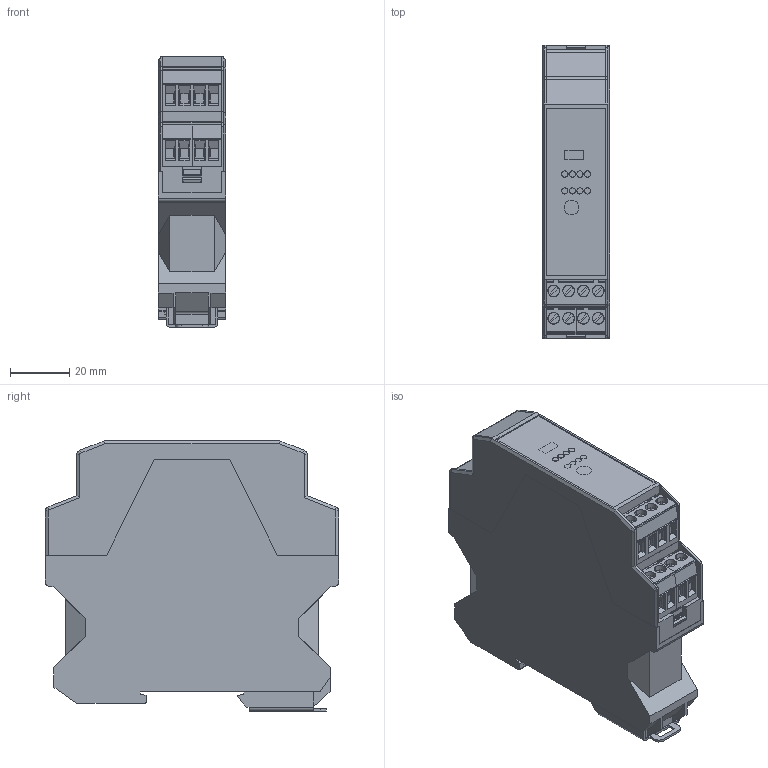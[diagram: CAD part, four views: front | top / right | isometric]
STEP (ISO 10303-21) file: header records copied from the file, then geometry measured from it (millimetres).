
FILE_DESCRIPTION((''),'2;1');
FILE_NAME('DM_CAD-2244_ASM','2016-03-07T',('Creinig-se'),(''),'PRO/ENGINEER BY PARAMETRIC TECHNOLOGY CORPORATION, 2013050','PRO/ENGINEER BY PARAMETRIC TECHNOLOGY CORPORATION, 2013050','');
FILE_SCHEMA(('CONFIG_CONTROL_DESIGN'));
Length unit declared in the file: millimetre
Products named in the file (12): DM_CAD-2244_903; DM_CAD-2244_906; DM_CAD-2244_907; DM_CAD-2244_908; DM_CAD-2244_909; DM_CAD-2244_47370; DM_CAD-2244_47371; DM_CAD-2244_47372; DM_CAD-2244_47373; DM_CAD-2244_910_ASM; DM_CAD-2244_VERSION; DM_CAD-2244_ASM
Assembly tree (13 placements, depth 3):
  DM_CAD-2244_ASM
    DM_CAD-2244_903
    DM_CAD-2244_906
    DM_CAD-2244_907
    DM_CAD-2244_908  x2
    DM_CAD-2244_909
    DM_CAD-2244_910_ASM
      DM_CAD-2244_47370
      DM_CAD-2244_47371
      DM_CAD-2244_47372
      DM_CAD-2244_47373
    DM_CAD-2244_VERSION  x2
Bounding box: 22.6 x 99 x 91.1 mm (x, y, z)
Volume: 54556.3 mm3; surface area: 56154.6 mm2
Topology: 12 solids, 12 shells, 1078 faces, 2890 edges, 1882 vertices
Faces by surface type: plane 840, cylinder 230, cone 8
Entity records: 36301 total; most frequent: CARTESIAN_POINT 5121, ORIENTED_EDGE 4928, DIRECTION 4737, PRESENTATION_STYLE_ASSIGNMENT 2474, STYLED_ITEM 2474, CURVE_STYLE 2464, EDGE_CURVE 2464, VECTOR 2021
